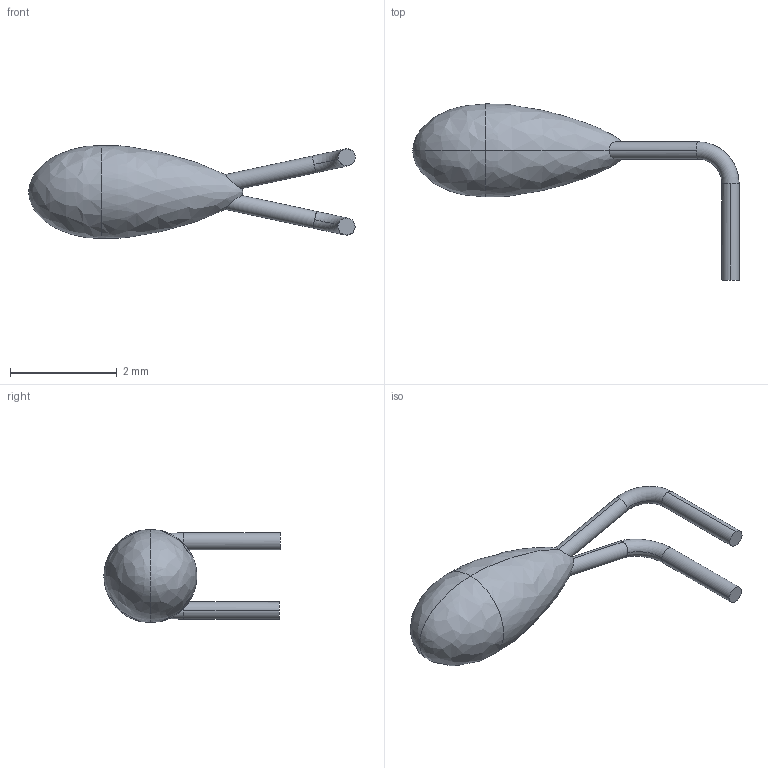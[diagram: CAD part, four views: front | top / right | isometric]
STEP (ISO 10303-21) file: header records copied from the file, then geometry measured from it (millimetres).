
FILE_DESCRIPTION (( 'STEP AP214' ), '1' );
FILE_NAME ('DC95F502W.STEP', '2019-03-15T16:28:01', ( '' ), ( '' ), 'SwSTEP 2.0', 'SolidWorks 2017', '' );
FILE_SCHEMA (( 'AUTOMOTIVE_DESIGN' ));
Length unit declared in the file: millimetre
Products named in the file (1): DC95F502W
Bounding box: 6.1 x 3.29 x 1.74 mm (x, y, z)
Volume: 6.6 mm3; surface area: 26.1 mm2
Topology: 1 solids, 1 shells, 18 faces, 50 edges, 30 vertices
Faces by surface type: cylinder 8, torus 4, bspline 4, plane 2
Entity records: 884 total; most frequent: CARTESIAN_POINT 241, ORIENTED_EDGE 92, DIRECTION 82, EDGE_CURVE 46, AXIS2_PLACEMENT_3D 37, VERTEX_POINT 30, CIRCLE 22, UNCERTAINTY_MEASURE_WITH_UNIT 21
